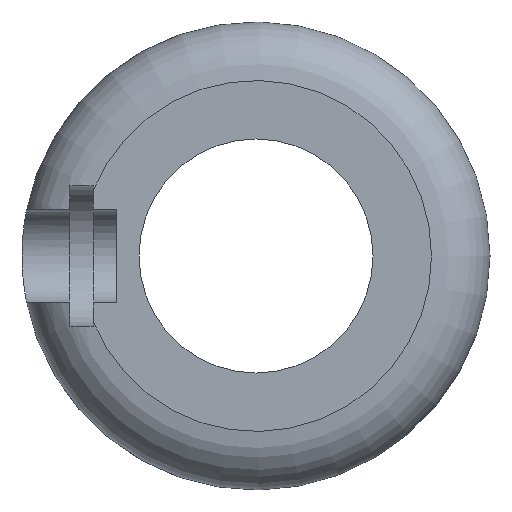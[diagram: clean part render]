
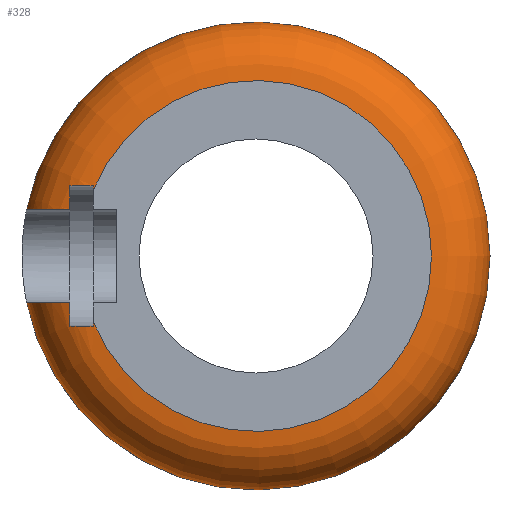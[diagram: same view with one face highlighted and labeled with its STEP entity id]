
A CAD part, front view. The second image highlights one B-rep face of the part: STEP entity #328.
In plain terms, the highlighted toroidal (fillet/blend) face has major radius 7.5 mm and minor radius 2.5 mm.
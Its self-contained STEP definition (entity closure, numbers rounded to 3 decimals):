
#22=CIRCLE('',#361,10.);
#23=CIRCLE('',#362,7.5);
#35=TOROIDAL_SURFACE('',#360,7.5,2.5);
#37=B_SPLINE_CURVE_WITH_KNOTS('',3,(#487,#488,#489,#490,#491,#492),
 .UNSPECIFIED.,.F.,.F.,(4,2,4),(1.184,1.278,1.28),
 .UNSPECIFIED.);
#38=B_SPLINE_CURVE_WITH_KNOTS('',3,(#501,#502,#503,#504,#505,#506,#507,
#508,#509,#510),.UNSPECIFIED.,.F.,.F.,(4,2,2,2,4),(1.205,1.233,
1.327,1.42,1.512),.UNSPECIFIED.);
#39=B_SPLINE_CURVE_WITH_KNOTS('',3,(#519,#520,#521,#522,#523,#524,#525,
#526,#527,#528),.UNSPECIFIED.,.F.,.F.,(4,2,2,2,4),(0.,0.092,
0.185,0.279,0.307),.UNSPECIFIED.);
#40=B_SPLINE_CURVE_WITH_KNOTS('',3,(#537,#538,#539,#540,#541,#542),
 .UNSPECIFIED.,.F.,.F.,(4,2,4),(0.279,0.281,0.375),
 .UNSPECIFIED.);
#41=B_SPLINE_CURVE_WITH_KNOTS('',3,(#559,#560,#561,#562),.UNSPECIFIED.,
 .F.,.F.,(4,4),(1.845,1.864),.UNSPECIFIED.);
#42=B_SPLINE_CURVE_WITH_KNOTS('',3,(#563,#564,#565,#566,#567,#568),
 .UNSPECIFIED.,.F.,.F.,(4,2,4),(-1.636,-1.566,-1.543),
 .UNSPECIFIED.);
#43=B_SPLINE_CURVE_WITH_KNOTS('',3,(#570,#571,#572,#573,#574,#575),
 .UNSPECIFIED.,.F.,.F.,(4,2,4),(-1.165,-1.143,-1.072),
 .UNSPECIFIED.);
#44=B_SPLINE_CURVE_WITH_KNOTS('',3,(#577,#578,#579,#580),.UNSPECIFIED.,
 .F.,.F.,(4,4),(1.3,1.318),.UNSPECIFIED.);
#53=FACE_OUTER_BOUND('',#71,.T.);
#71=EDGE_LOOP('',(#239,#240,#241,#242,#243,#244,#245,#246,#247,#248));
#139=VERTEX_POINT('',#485);
#140=VERTEX_POINT('',#486);
#143=VERTEX_POINT('',#499);
#144=VERTEX_POINT('',#500);
#147=VERTEX_POINT('',#517);
#148=VERTEX_POINT('',#518);
#151=VERTEX_POINT('',#535);
#152=VERTEX_POINT('',#536);
#159=VERTEX_POINT('',#558);
#160=VERTEX_POINT('',#576);
#171=EDGE_CURVE('',#139,#140,#37,.T.);
#175=EDGE_CURVE('',#143,#144,#38,.T.);
#179=EDGE_CURVE('',#147,#148,#39,.T.);
#183=EDGE_CURVE('',#151,#152,#40,.T.);
#191=EDGE_CURVE('',#159,#139,#41,.T.);
#192=EDGE_CURVE('',#140,#143,#42,.T.);
#193=EDGE_CURVE('',#144,#147,#22,.T.);
#194=EDGE_CURVE('',#148,#151,#43,.T.);
#195=EDGE_CURVE('',#152,#160,#44,.T.);
#196=EDGE_CURVE('',#160,#159,#23,.T.);
#239=ORIENTED_EDGE('',*,*,#191,.T.);
#240=ORIENTED_EDGE('',*,*,#171,.T.);
#241=ORIENTED_EDGE('',*,*,#192,.T.);
#242=ORIENTED_EDGE('',*,*,#175,.T.);
#243=ORIENTED_EDGE('',*,*,#193,.T.);
#244=ORIENTED_EDGE('',*,*,#179,.T.);
#245=ORIENTED_EDGE('',*,*,#194,.T.);
#246=ORIENTED_EDGE('',*,*,#183,.T.);
#247=ORIENTED_EDGE('',*,*,#195,.T.);
#248=ORIENTED_EDGE('',*,*,#196,.T.);
#328=ADVANCED_FACE('',(#53),#35,.T.);
#360=AXIS2_PLACEMENT_3D('',#557,#419,#420);
#361=AXIS2_PLACEMENT_3D('',#569,#421,#422);
#362=AXIS2_PLACEMENT_3D('',#581,#423,#424);
#419=DIRECTION('center_axis',(0.,-1.,0.));
#420=DIRECTION('ref_axis',(1.,0.,0.));
#421=DIRECTION('center_axis',(0.,-1.,0.));
#422=DIRECTION('ref_axis',(0.,0.,1.));
#423=DIRECTION('center_axis',(0.,1.,0.));
#424=DIRECTION('ref_axis',(0.,0.,1.));
#485=CARTESIAN_POINT('',(50.547,-8.999,-3.));
#486=CARTESIAN_POINT('',(49.547,-8.791,-3.));
#487=CARTESIAN_POINT('Ctrl Pts',(50.547,-8.999,-3.));
#488=CARTESIAN_POINT('Ctrl Pts',(50.224,-8.99,-3.));
#489=CARTESIAN_POINT('Ctrl Pts',(49.858,-8.916,-3.));
#490=CARTESIAN_POINT('Ctrl Pts',(49.559,-8.796,-3.));
#491=CARTESIAN_POINT('Ctrl Pts',(49.553,-8.794,-3.));
#492=CARTESIAN_POINT('Ctrl Pts',(49.547,-8.791,-3.));
#499=CARTESIAN_POINT('',(49.547,-8.9,-2.));
#500=CARTESIAN_POINT('',(47.702,-6.5,-2.));
#501=CARTESIAN_POINT('Ctrl Pts',(49.547,-8.9,-2.));
#502=CARTESIAN_POINT('Ctrl Pts',(49.45,-8.872,-2.));
#503=CARTESIAN_POINT('Ctrl Pts',(49.358,-8.84,-2.));
#504=CARTESIAN_POINT('Ctrl Pts',(48.98,-8.686,-2.));
#505=CARTESIAN_POINT('Ctrl Pts',(48.665,-8.479,-2.));
#506=CARTESIAN_POINT('Ctrl Pts',(48.221,-8.041,-2.));
#507=CARTESIAN_POINT('Ctrl Pts',(48.012,-7.734,-2.));
#508=CARTESIAN_POINT('Ctrl Pts',(47.775,-7.166,-2.));
#509=CARTESIAN_POINT('Ctrl Pts',(47.702,-6.806,-2.));
#510=CARTESIAN_POINT('Ctrl Pts',(47.702,-6.5,-2.));
#517=CARTESIAN_POINT('',(47.702,-6.5,2.));
#518=CARTESIAN_POINT('',(49.547,-8.9,2.));
#519=CARTESIAN_POINT('Ctrl Pts',(47.702,-6.5,2.));
#520=CARTESIAN_POINT('Ctrl Pts',(47.702,-6.806,2.));
#521=CARTESIAN_POINT('Ctrl Pts',(47.775,-7.166,2.));
#522=CARTESIAN_POINT('Ctrl Pts',(48.012,-7.734,2.));
#523=CARTESIAN_POINT('Ctrl Pts',(48.221,-8.041,2.));
#524=CARTESIAN_POINT('Ctrl Pts',(48.665,-8.479,2.));
#525=CARTESIAN_POINT('Ctrl Pts',(48.98,-8.686,2.));
#526=CARTESIAN_POINT('Ctrl Pts',(49.358,-8.84,2.));
#527=CARTESIAN_POINT('Ctrl Pts',(49.45,-8.872,2.));
#528=CARTESIAN_POINT('Ctrl Pts',(49.547,-8.9,2.));
#535=CARTESIAN_POINT('',(49.547,-8.791,3.));
#536=CARTESIAN_POINT('',(50.547,-8.999,3.));
#537=CARTESIAN_POINT('Ctrl Pts',(49.547,-8.791,3.));
#538=CARTESIAN_POINT('Ctrl Pts',(49.553,-8.794,3.));
#539=CARTESIAN_POINT('Ctrl Pts',(49.559,-8.796,3.));
#540=CARTESIAN_POINT('Ctrl Pts',(49.858,-8.916,3.));
#541=CARTESIAN_POINT('Ctrl Pts',(50.224,-8.99,3.));
#542=CARTESIAN_POINT('Ctrl Pts',(50.547,-8.999,3.));
#557=CARTESIAN_POINT('Origin',(57.5,-6.5,0.));
#558=CARTESIAN_POINT('',(50.547,-9.,-2.811));
#559=CARTESIAN_POINT('Ctrl Pts',(50.547,-9.,-2.811));
#560=CARTESIAN_POINT('Ctrl Pts',(50.547,-9.,-2.873));
#561=CARTESIAN_POINT('Ctrl Pts',(50.547,-9.,-2.936));
#562=CARTESIAN_POINT('Ctrl Pts',(50.547,-8.999,-3.));
#563=CARTESIAN_POINT('Ctrl Pts',(49.547,-8.791,-3.));
#564=CARTESIAN_POINT('Ctrl Pts',(49.547,-8.83,-2.751));
#565=CARTESIAN_POINT('Ctrl Pts',(49.547,-8.858,-2.497));
#566=CARTESIAN_POINT('Ctrl Pts',(49.547,-8.888,-2.162));
#567=CARTESIAN_POINT('Ctrl Pts',(49.547,-8.894,-2.081));
#568=CARTESIAN_POINT('Ctrl Pts',(49.547,-8.9,-2.));
#569=CARTESIAN_POINT('Origin',(57.5,-6.5,0.));
#570=CARTESIAN_POINT('Ctrl Pts',(49.547,-8.9,2.));
#571=CARTESIAN_POINT('Ctrl Pts',(49.547,-8.894,2.081));
#572=CARTESIAN_POINT('Ctrl Pts',(49.547,-8.888,2.162));
#573=CARTESIAN_POINT('Ctrl Pts',(49.547,-8.858,2.497));
#574=CARTESIAN_POINT('Ctrl Pts',(49.547,-8.83,2.751));
#575=CARTESIAN_POINT('Ctrl Pts',(49.547,-8.791,3.));
#576=CARTESIAN_POINT('',(50.547,-9.,2.811));
#577=CARTESIAN_POINT('Ctrl Pts',(50.547,-8.999,3.));
#578=CARTESIAN_POINT('Ctrl Pts',(50.547,-9.,2.936));
#579=CARTESIAN_POINT('Ctrl Pts',(50.547,-9.,2.873));
#580=CARTESIAN_POINT('Ctrl Pts',(50.547,-9.,2.811));
#581=CARTESIAN_POINT('Origin',(57.5,-9.,0.));
